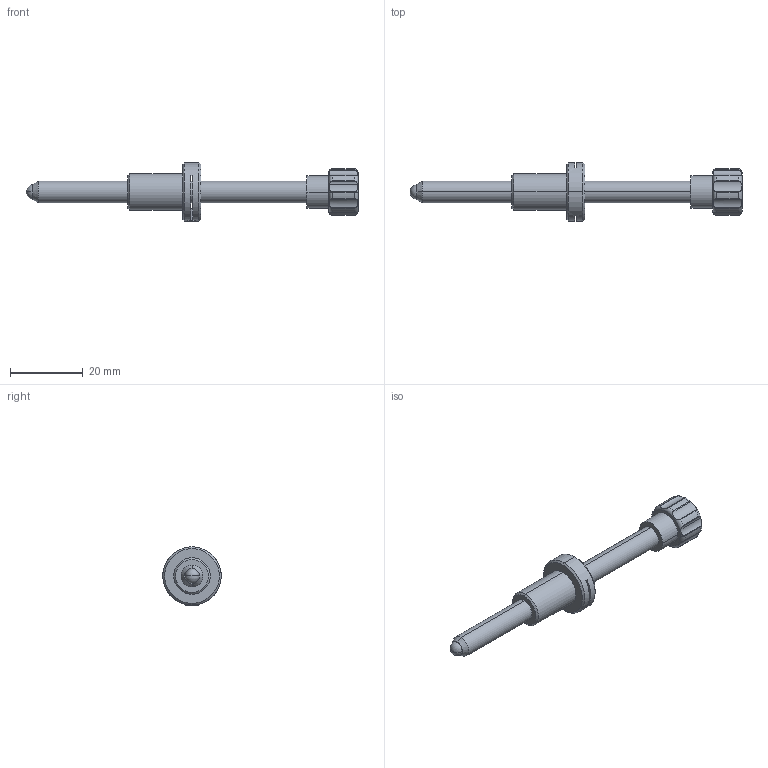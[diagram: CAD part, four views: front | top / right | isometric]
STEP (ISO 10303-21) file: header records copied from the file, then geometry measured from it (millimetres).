
FILE_DESCRIPTION (( 'STEP AP214' ), '1' );
FILE_NAME ('07ASL-2.STEP', '2018-09-11T08:35:13', ( '' ), ( '' ), 'SwSTEP 2.0', 'SolidWorks 2016', '' );
FILE_SCHEMA (( 'AUTOMOTIVE_DESIGN' ));
Length unit declared in the file: millimetre
Products named in the file (1): 07ASL-2
Bounding box: 91 x 16 x 16 mm (x, y, z)
Surface area: 3707.7 mm2 (no closed solid volume)
Topology: 0 solids, 5 shells, 80 faces, 227 edges, 153 vertices
Faces by surface type: cylinder 47, plane 17, cone 10, torus 4, sphere 2
Entity records: 3861 total; most frequent: CARTESIAN_POINT 967, ORIENTED_EDGE 410, DIRECTION 400, EDGE_CURVE 222, AXIS2_PLACEMENT_3D 161, VERTEX_POINT 150, EDGE_LOOP 90, UNCERTAINTY_MEASURE_WITH_UNIT 82
